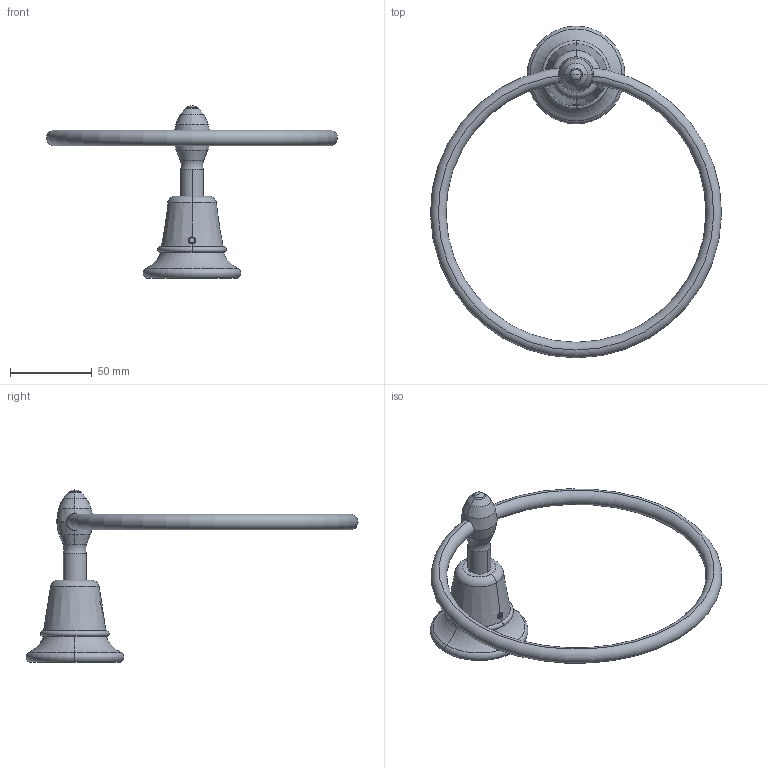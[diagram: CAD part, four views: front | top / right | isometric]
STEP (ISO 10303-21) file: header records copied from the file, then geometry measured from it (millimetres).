
FILE_DESCRIPTION((''),'2;1');
FILE_NAME('31-09_WEB','2010-11-11T',('project'),(''),'PRO/ENGINEER BY PARAMETRIC TECHNOLOGY CORPORATION, 2009300','PRO/ENGINEER BY PARAMETRIC TECHNOLOGY CORPORATION, 2009300','');
FILE_SCHEMA(('CONFIG_CONTROL_DESIGN'));
Length unit declared in the file: inch
Products named in the file (1): 31-09_WEB
Bounding box: 177.76 x 202.82 x 105.49 mm (x, y, z)
Surface area: 29970.1 mm2 (no closed solid volume)
Topology: 0 solids, 7 shells, 71 faces, 225 edges, 150 vertices
Faces by surface type: cylinder 26, bspline 15, torus 12, cone 12, plane 4, sphere 2
Entity records: 4707 total; most frequent: CARTESIAN_POINT 2921, ORIENTED_EDGE 357, DIRECTION 321, EDGE_CURVE 223, VERTEX_POINT 150, AXIS2_PLACEMENT_3D 136, B_SPLINE_CURVE_WITH_KNOTS 94, CIRCLE 80
